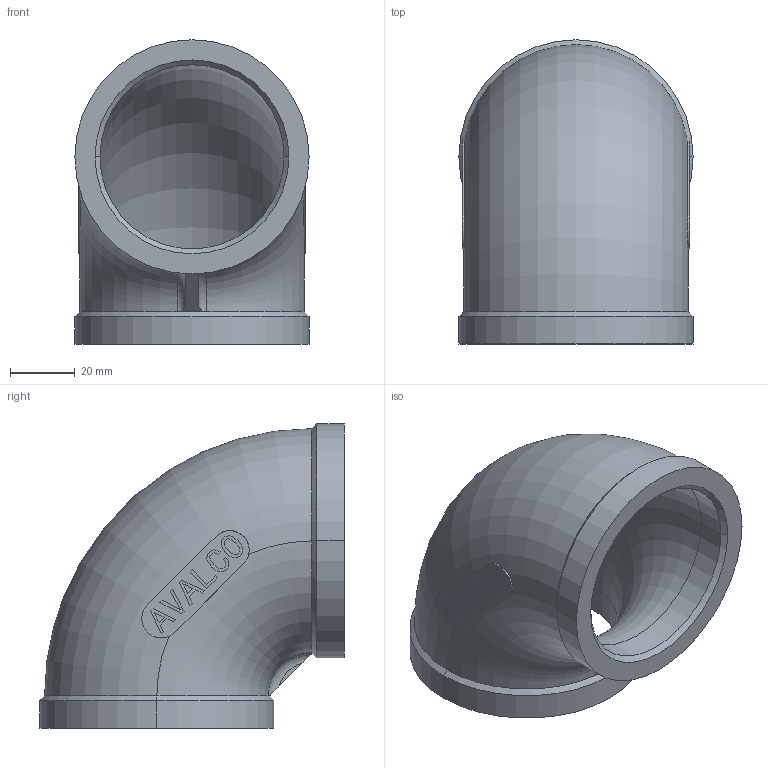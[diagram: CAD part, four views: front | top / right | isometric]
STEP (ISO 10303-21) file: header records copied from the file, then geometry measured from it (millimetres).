
FILE_DESCRIPTION(( 'RX.21.200.200.stp' ), '1');
FILE_NAME( 'RX.21.200.200.stp', '2018-10-10T14:42:23',( 'Sopra'),('sopra-pneumatic.com'), 'SwSTEP 2.0','SolidWorks 2009','' );
FILE_SCHEMA(('CONFIG_CONTROL_DESIGN'));
Length unit declared in the file: millimetre
Products named in the file (1): DS013-G200
Bounding box: 72.5 x 94.25 x 94.25 mm (x, y, z)
Volume: 124957.2 mm3; surface area: 42520.5 mm2
Topology: 1 solids, 1 shells, 270 faces, 736 edges, 486 vertices
Faces by surface type: plane 243, cylinder 12, cone 8, torus 7
Entity records: 8203 total; most frequent: CARTESIAN_POINT 1574, ORIENTED_EDGE 1472, DIRECTION 1150, EDGE_CURVE 736, VECTOR 660, LINE 660, VERTEX_POINT 486, EDGE_LOOP 290
